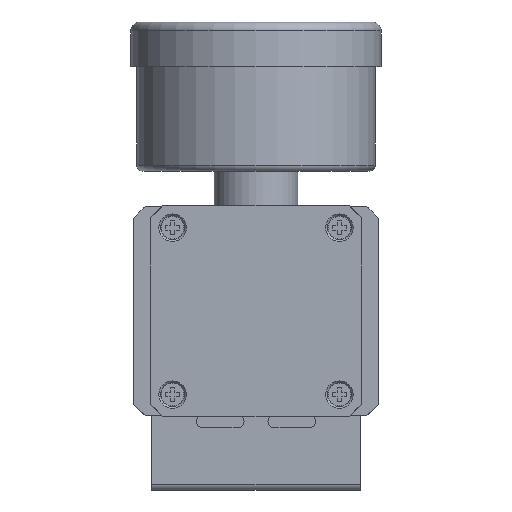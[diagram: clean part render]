
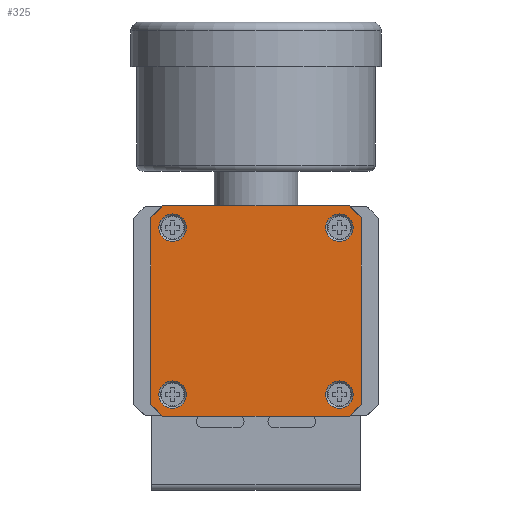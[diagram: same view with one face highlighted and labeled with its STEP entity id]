
A CAD part, front view. The second image highlights one B-rep face of the part: STEP entity #325.
In plain terms, the highlighted planar face has unit normal (0, -1, 0).
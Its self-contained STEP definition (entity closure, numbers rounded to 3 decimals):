
#325 = ADVANCED_FACE( '', ( #1085, #1086, #1087, #1088, #1089 ), #1090, .F. );
#1085 = FACE_BOUND( '', #2077, .T. );
#1086 = FACE_BOUND( '', #2078, .T. );
#1087 = FACE_BOUND( '', #2079, .T. );
#1088 = FACE_BOUND( '', #2080, .T. );
#1089 = FACE_OUTER_BOUND( '', #2081, .T. );
#1090 = PLANE( '', #2082 );
#2077 = EDGE_LOOP( '', ( #4427 ) );
#2078 = EDGE_LOOP( '', ( #4428 ) );
#2079 = EDGE_LOOP( '', ( #4429 ) );
#2080 = EDGE_LOOP( '', ( #4430 ) );
#2081 = EDGE_LOOP( '', ( #4431, #4432, #4433, #4434, #4435, #4436, #4437, #4438 ) );
#2082 = AXIS2_PLACEMENT_3D( '', #4439, #4440, #4441 );
#4427 = ORIENTED_EDGE( '', *, *, #6818, .F. );
#4428 = ORIENTED_EDGE( '', *, *, #6823, .F. );
#4429 = ORIENTED_EDGE( '', *, *, #6828, .F. );
#4430 = ORIENTED_EDGE( '', *, *, #6833, .F. );
#4431 = ORIENTED_EDGE( '', *, *, #6835, .F. );
#4432 = ORIENTED_EDGE( '', *, *, #6836, .F. );
#4433 = ORIENTED_EDGE( '', *, *, #6837, .F. );
#4434 = ORIENTED_EDGE( '', *, *, #6838, .F. );
#4435 = ORIENTED_EDGE( '', *, *, #6839, .F. );
#4436 = ORIENTED_EDGE( '', *, *, #6840, .F. );
#4437 = ORIENTED_EDGE( '', *, *, #6841, .F. );
#4438 = ORIENTED_EDGE( '', *, *, #6842, .F. );
#4439 = CARTESIAN_POINT( '', ( 0., -12.3, 0. ) );
#4440 = DIRECTION( '', ( 0., 1., 0. ) );
#4441 = DIRECTION( '', ( 0., 0., 1. ) );
#6818 = EDGE_CURVE( '', #8451, #8451, #8452, .T. );
#6823 = EDGE_CURVE( '', #8461, #8461, #8462, .T. );
#6828 = EDGE_CURVE( '', #8471, #8471, #8472, .T. );
#6833 = EDGE_CURVE( '', #8481, #8481, #8482, .T. );
#6835 = EDGE_CURVE( '', #8485, #8486, #8487, .T. );
#6836 = EDGE_CURVE( '', #8488, #8485, #8489, .T. );
#6837 = EDGE_CURVE( '', #8490, #8488, #8491, .T. );
#6838 = EDGE_CURVE( '', #8492, #8490, #8493, .T. );
#6839 = EDGE_CURVE( '', #8494, #8492, #8495, .T. );
#6840 = EDGE_CURVE( '', #8496, #8494, #8497, .T. );
#6841 = EDGE_CURVE( '', #8498, #8496, #8499, .T. );
#6842 = EDGE_CURVE( '', #8486, #8498, #8500, .T. );
#8451 = VERTEX_POINT( '', #10938 );
#8452 = CIRCLE( '', #10939, 2.3 );
#8461 = VERTEX_POINT( '', #10948 );
#8462 = CIRCLE( '', #10949, 2.3 );
#8471 = VERTEX_POINT( '', #10958 );
#8472 = CIRCLE( '', #10959, 2.3 );
#8481 = VERTEX_POINT( '', #10968 );
#8482 = CIRCLE( '', #10969, 2.3 );
#8485 = VERTEX_POINT( '', #10972 );
#8486 = VERTEX_POINT( '', #10973 );
#8487 = LINE( '', #10974, #10975 );
#8488 = VERTEX_POINT( '', #10976 );
#8489 = LINE( '', #10977, #10978 );
#8490 = VERTEX_POINT( '', #10979 );
#8491 = LINE( '', #10980, #10981 );
#8492 = VERTEX_POINT( '', #10982 );
#8493 = LINE( '', #10983, #10984 );
#8494 = VERTEX_POINT( '', #10985 );
#8495 = LINE( '', #10986, #10987 );
#8496 = VERTEX_POINT( '', #10988 );
#8497 = LINE( '', #10989, #10990 );
#8498 = VERTEX_POINT( '', #10991 );
#8499 = LINE( '', #10992, #10993 );
#8500 = LINE( '', #10994, #10995 );
#10938 = CARTESIAN_POINT( '', ( 14., -12.3, -16.3 ) );
#10939 = AXIS2_PLACEMENT_3D( '', #12983, #12984, #12985 );
#10948 = CARTESIAN_POINT( '', ( -14., -12.3, 11.7 ) );
#10949 = AXIS2_PLACEMENT_3D( '', #12998, #12999, #13000 );
#10958 = CARTESIAN_POINT( '', ( 14., -12.3, 11.7 ) );
#10959 = AXIS2_PLACEMENT_3D( '', #13013, #13014, #13015 );
#10968 = CARTESIAN_POINT( '', ( -14., -12.3, -16.3 ) );
#10969 = AXIS2_PLACEMENT_3D( '', #13028, #13029, #13030 );
#10972 = CARTESIAN_POINT( '', ( -15.65, -12.3, -17.65 ) );
#10973 = CARTESIAN_POINT( '', ( -17.65, -12.3, -15.65 ) );
#10974 = CARTESIAN_POINT( '', ( -15.65, -12.3, -17.65 ) );
#10975 = VECTOR( '', #13034, 1000. );
#10976 = CARTESIAN_POINT( '', ( 15.65, -12.3, -17.65 ) );
#10977 = CARTESIAN_POINT( '', ( 15.65, -12.3, -17.65 ) );
#10978 = VECTOR( '', #13035, 1000. );
#10979 = CARTESIAN_POINT( '', ( 17.65, -12.3, -15.65 ) );
#10980 = CARTESIAN_POINT( '', ( 17.65, -12.3, -15.65 ) );
#10981 = VECTOR( '', #13036, 1000. );
#10982 = CARTESIAN_POINT( '', ( 17.65, -12.3, 15.65 ) );
#10983 = CARTESIAN_POINT( '', ( 17.65, -12.3, 15.65 ) );
#10984 = VECTOR( '', #13037, 1000. );
#10985 = CARTESIAN_POINT( '', ( 15.65, -12.3, 17.65 ) );
#10986 = CARTESIAN_POINT( '', ( 15.65, -12.3, 17.65 ) );
#10987 = VECTOR( '', #13038, 1000. );
#10988 = CARTESIAN_POINT( '', ( -15.65, -12.3, 17.65 ) );
#10989 = CARTESIAN_POINT( '', ( -15.65, -12.3, 17.65 ) );
#10990 = VECTOR( '', #13039, 1000. );
#10991 = CARTESIAN_POINT( '', ( -17.65, -12.3, 15.65 ) );
#10992 = CARTESIAN_POINT( '', ( -17.65, -12.3, 15.65 ) );
#10993 = VECTOR( '', #13040, 1000. );
#10994 = CARTESIAN_POINT( '', ( -17.65, -12.3, -15.65 ) );
#10995 = VECTOR( '', #13041, 1000. );
#12983 = CARTESIAN_POINT( '', ( 14., -12.3, -14. ) );
#12984 = DIRECTION( '', ( 0., -1., 0. ) );
#12985 = DIRECTION( '', ( 0., 0., -1. ) );
#12998 = CARTESIAN_POINT( '', ( -14., -12.3, 14. ) );
#12999 = DIRECTION( '', ( 0., -1., 0. ) );
#13000 = DIRECTION( '', ( 0., 0., -1. ) );
#13013 = CARTESIAN_POINT( '', ( 14., -12.3, 14. ) );
#13014 = DIRECTION( '', ( 0., -1., 0. ) );
#13015 = DIRECTION( '', ( 0., 0., -1. ) );
#13028 = CARTESIAN_POINT( '', ( -14., -12.3, -14. ) );
#13029 = DIRECTION( '', ( 0., -1., 0. ) );
#13030 = DIRECTION( '', ( 0., 0., -1. ) );
#13034 = DIRECTION( '', ( -0.707, 0., 0.707 ) );
#13035 = DIRECTION( '', ( -1., 0., 0. ) );
#13036 = DIRECTION( '', ( -0.707, 0., -0.707 ) );
#13037 = DIRECTION( '', ( 0., 0., -1. ) );
#13038 = DIRECTION( '', ( 0.707, 0., -0.707 ) );
#13039 = DIRECTION( '', ( 1., 0., 0. ) );
#13040 = DIRECTION( '', ( 0.707, 0., 0.707 ) );
#13041 = DIRECTION( '', ( 0., 0., 1. ) );
